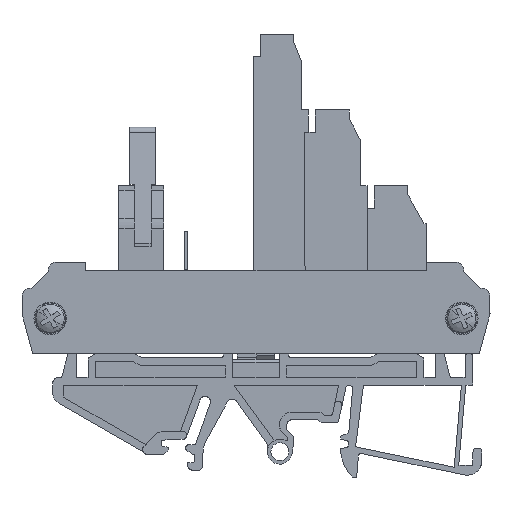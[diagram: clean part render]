
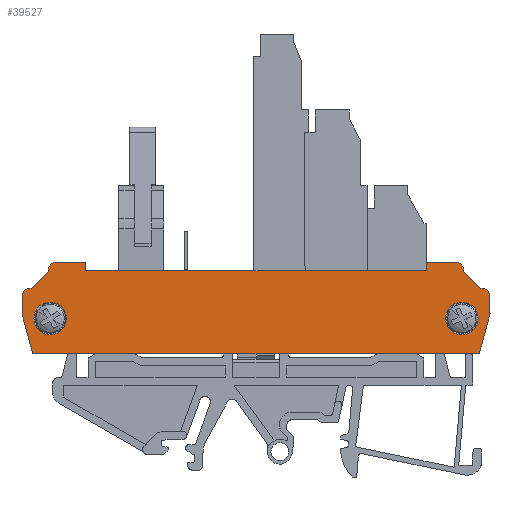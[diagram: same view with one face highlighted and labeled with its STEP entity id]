
A CAD part, left-side view. The second image highlights one B-rep face of the part: STEP entity #39527.
In plain terms, the highlighted planar face has unit normal (-1, 0, 0).
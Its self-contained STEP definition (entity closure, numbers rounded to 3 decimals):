
#12049=AXIS2_PLACEMENT_3D('Circle Axis2P3D',#12047,#12048,$) ;
#12081=AXIS2_PLACEMENT_3D('Circle Axis2P3D',#12079,#12080,$) ;
#13770=AXIS2_PLACEMENT_3D('Circle Axis2P3D',#13768,#13769,$) ;
#13811=AXIS2_PLACEMENT_3D('Circle Axis2P3D',#13809,#13810,$) ;
#21689=AXIS2_PLACEMENT_3D('Circle Axis2P3D',#21687,#21688,$) ;
#21719=AXIS2_PLACEMENT_3D('Circle Axis2P3D',#21717,#21718,$) ;
#21753=AXIS2_PLACEMENT_3D('Circle Axis2P3D',#21751,#21752,$) ;
#21783=AXIS2_PLACEMENT_3D('Circle Axis2P3D',#21781,#21782,$) ;
#39456=AXIS2_PLACEMENT_3D('Plane Axis2P3D',#39453,#39454,#39455) ;
#12044=CARTESIAN_POINT('Vertex',(0.,6.37,39.852)) ;
#12047=CARTESIAN_POINT('Axis2P3D Location',(0.,6.37,38.352)) ;
#12051=CARTESIAN_POINT('Vertex',(0.,4.87,38.352)) ;
#12076=CARTESIAN_POINT('Vertex',(0.,1.723,34.975)) ;
#12079=CARTESIAN_POINT('Axis2P3D Location',(0.,1.5,33.492)) ;
#12083=CARTESIAN_POINT('Vertex',(0.,0.,33.492)) ;
#13765=CARTESIAN_POINT('Vertex',(0.,81.53,38.352)) ;
#13768=CARTESIAN_POINT('Axis2P3D Location',(0.,80.03,38.352)) ;
#13772=CARTESIAN_POINT('Vertex',(0.,80.03,39.852)) ;
#13806=CARTESIAN_POINT('Vertex',(0.,86.4,33.492)) ;
#13809=CARTESIAN_POINT('Axis2P3D Location',(0.,84.9,33.492)) ;
#13813=CARTESIAN_POINT('Vertex',(0.,84.677,34.975)) ;
#21684=CARTESIAN_POINT('Vertex',(0.,8.2,29.452)) ;
#21687=CARTESIAN_POINT('Axis2P3D Location',(0.,5.2,29.452)) ;
#21691=CARTESIAN_POINT('Vertex',(0.,2.2,29.452)) ;
#21717=CARTESIAN_POINT('Axis2P3D Location',(0.,5.2,29.452)) ;
#21748=CARTESIAN_POINT('Vertex',(0.,84.2,29.452)) ;
#21751=CARTESIAN_POINT('Axis2P3D Location',(0.,81.2,29.452)) ;
#21755=CARTESIAN_POINT('Vertex',(0.,78.2,29.452)) ;
#21781=CARTESIAN_POINT('Axis2P3D Location',(0.,81.2,29.452)) ;
#38122=CARTESIAN_POINT('Vertex',(0.,81.53,38.122)) ;
#38130=CARTESIAN_POINT('Line Origine',(0.,83.103,36.549)) ;
#38159=CARTESIAN_POINT('Vertex',(0.,86.4,30.284)) ;
#38162=CARTESIAN_POINT('Line Origine',(0.,86.4,31.888)) ;
#38191=CARTESIAN_POINT('Vertex',(0.,84.435,22.952)) ;
#38194=CARTESIAN_POINT('Line Origine',(0.,85.418,26.618)) ;
#38338=CARTESIAN_POINT('Line Origine',(0.,81.53,38.237)) ;
#38383=CARTESIAN_POINT('Vertex',(0.,11.8,38.252)) ;
#38388=CARTESIAN_POINT('Line Origine',(0.,11.8,39.052)) ;
#38392=CARTESIAN_POINT('Vertex',(0.,11.8,39.852)) ;
#38424=CARTESIAN_POINT('Vertex',(0.,74.6,38.252)) ;
#38429=CARTESIAN_POINT('Line Origine',(0.,43.2,38.252)) ;
#38456=CARTESIAN_POINT('Vertex',(0.,74.6,39.852)) ;
#38461=CARTESIAN_POINT('Line Origine',(0.,74.6,39.052)) ;
#39453=CARTESIAN_POINT('Axis2P3D Location',(0.,1.5,33.492)) ;
#39458=CARTESIAN_POINT('Line Origine',(0.,3.297,36.549)) ;
#39462=CARTESIAN_POINT('Vertex',(0.,4.87,38.122)) ;
#39465=CARTESIAN_POINT('Line Origine',(0.,4.87,38.237)) ;
#39470=CARTESIAN_POINT('Line Origine',(0.,9.085,39.852)) ;
#39475=CARTESIAN_POINT('Line Origine',(0.,77.315,39.852)) ;
#39480=CARTESIAN_POINT('Line Origine',(0.,43.2,22.952)) ;
#39484=CARTESIAN_POINT('Vertex',(0.,1.965,22.952)) ;
#39487=CARTESIAN_POINT('Line Origine',(0.,0.982,26.618)) ;
#39491=CARTESIAN_POINT('Vertex',(0.,0.,30.284)) ;
#39494=CARTESIAN_POINT('Line Origine',(0.,0.,31.888)) ;
#12048=DIRECTION('Axis2P3D Direction',(1.,0.,0.)) ;
#12080=DIRECTION('Axis2P3D Direction',(1.,0.,0.)) ;
#13769=DIRECTION('Axis2P3D Direction',(1.,0.,0.)) ;
#13810=DIRECTION('Axis2P3D Direction',(1.,0.,0.)) ;
#21688=DIRECTION('Axis2P3D Direction',(-1.,0.,0.)) ;
#21718=DIRECTION('Axis2P3D Direction',(-1.,0.,0.)) ;
#21752=DIRECTION('Axis2P3D Direction',(-1.,0.,0.)) ;
#21782=DIRECTION('Axis2P3D Direction',(-1.,0.,0.)) ;
#38131=DIRECTION('Vector Direction',(0.,-0.707,0.707)) ;
#38163=DIRECTION('Vector Direction',(0.,0.,1.)) ;
#38195=DIRECTION('Vector Direction',(0.,0.259,0.966)) ;
#38339=DIRECTION('Vector Direction',(0.,0.,-1.)) ;
#38389=DIRECTION('Vector Direction',(0.,0.,1.)) ;
#38430=DIRECTION('Vector Direction',(0.,-1.,0.)) ;
#38462=DIRECTION('Vector Direction',(0.,0.,-1.)) ;
#39454=DIRECTION('Axis2P3D Direction',(1.,0.,0.)) ;
#39455=DIRECTION('Axis2P3D XDirection',(0.,1.,0.)) ;
#39459=DIRECTION('Vector Direction',(0.,-0.707,-0.707)) ;
#39466=DIRECTION('Vector Direction',(0.,0.,1.)) ;
#39471=DIRECTION('Vector Direction',(0.,-1.,0.)) ;
#39476=DIRECTION('Vector Direction',(0.,-1.,0.)) ;
#39481=DIRECTION('Vector Direction',(0.,1.,0.)) ;
#39488=DIRECTION('Vector Direction',(0.,0.259,-0.966)) ;
#39495=DIRECTION('Vector Direction',(0.,0.,-1.)) ;
#38132=VECTOR('Line Direction',#38131,1.) ;
#38164=VECTOR('Line Direction',#38163,1.) ;
#38196=VECTOR('Line Direction',#38195,1.) ;
#38340=VECTOR('Line Direction',#38339,1.) ;
#38390=VECTOR('Line Direction',#38389,1.) ;
#38431=VECTOR('Line Direction',#38430,1.) ;
#38463=VECTOR('Line Direction',#38462,1.) ;
#39460=VECTOR('Line Direction',#39459,1.) ;
#39467=VECTOR('Line Direction',#39466,1.) ;
#39472=VECTOR('Line Direction',#39471,1.) ;
#39477=VECTOR('Line Direction',#39476,1.) ;
#39482=VECTOR('Line Direction',#39481,1.) ;
#39489=VECTOR('Line Direction',#39488,1.) ;
#39496=VECTOR('Line Direction',#39495,1.) ;
#39500=ORIENTED_EDGE('',*,*,#39464,.F.) ;
#39501=ORIENTED_EDGE('',*,*,#39469,.T.) ;
#39502=ORIENTED_EDGE('',*,*,#12053,.F.) ;
#39503=ORIENTED_EDGE('',*,*,#39474,.F.) ;
#39504=ORIENTED_EDGE('',*,*,#38394,.F.) ;
#39505=ORIENTED_EDGE('',*,*,#38433,.F.) ;
#39506=ORIENTED_EDGE('',*,*,#38465,.F.) ;
#39507=ORIENTED_EDGE('',*,*,#39479,.F.) ;
#39508=ORIENTED_EDGE('',*,*,#13774,.F.) ;
#39509=ORIENTED_EDGE('',*,*,#38342,.T.) ;
#39510=ORIENTED_EDGE('',*,*,#38134,.F.) ;
#39511=ORIENTED_EDGE('',*,*,#13815,.F.) ;
#39512=ORIENTED_EDGE('',*,*,#38166,.F.) ;
#39513=ORIENTED_EDGE('',*,*,#38198,.F.) ;
#39514=ORIENTED_EDGE('',*,*,#39486,.F.) ;
#39515=ORIENTED_EDGE('',*,*,#39493,.F.) ;
#39516=ORIENTED_EDGE('',*,*,#39498,.F.) ;
#39517=ORIENTED_EDGE('',*,*,#12085,.F.) ;
#39520=ORIENTED_EDGE('',*,*,#21721,.F.) ;
#39521=ORIENTED_EDGE('',*,*,#21693,.F.) ;
#39524=ORIENTED_EDGE('',*,*,#21785,.F.) ;
#39525=ORIENTED_EDGE('',*,*,#21757,.F.) ;
#39522=FACE_BOUND('',#39519,.T.) ;
#39526=FACE_BOUND('',#39523,.T.) ;
#39527=ADVANCED_FACE('NONE',(#39518,#39522,#39526),#39457,.F.) ;
#12050=CIRCLE('generated circle',#12049,1.5) ;
#12082=CIRCLE('generated circle',#12081,1.5) ;
#13771=CIRCLE('generated circle',#13770,1.5) ;
#13812=CIRCLE('generated circle',#13811,1.5) ;
#21690=CIRCLE('generated circle',#21689,3.) ;
#21720=CIRCLE('generated circle',#21719,3.) ;
#21754=CIRCLE('generated circle',#21753,3.) ;
#21784=CIRCLE('generated circle',#21783,3.) ;
#12053=EDGE_CURVE('',#12045,#12052,#12050,.T.) ;
#12085=EDGE_CURVE('',#12077,#12084,#12082,.T.) ;
#13774=EDGE_CURVE('',#13766,#13773,#13771,.T.) ;
#13815=EDGE_CURVE('',#13807,#13814,#13812,.T.) ;
#21693=EDGE_CURVE('',#21685,#21692,#21690,.T.) ;
#21721=EDGE_CURVE('',#21692,#21685,#21720,.T.) ;
#21757=EDGE_CURVE('',#21749,#21756,#21754,.T.) ;
#21785=EDGE_CURVE('',#21756,#21749,#21784,.T.) ;
#38134=EDGE_CURVE('',#13814,#38123,#38133,.T.) ;
#38166=EDGE_CURVE('',#38160,#13807,#38165,.T.) ;
#38198=EDGE_CURVE('',#38192,#38160,#38197,.T.) ;
#38342=EDGE_CURVE('',#13766,#38123,#38341,.T.) ;
#38394=EDGE_CURVE('',#38384,#38393,#38391,.T.) ;
#38433=EDGE_CURVE('',#38425,#38384,#38432,.T.) ;
#38465=EDGE_CURVE('',#38457,#38425,#38464,.T.) ;
#39464=EDGE_CURVE('',#39463,#12077,#39461,.T.) ;
#39469=EDGE_CURVE('',#39463,#12052,#39468,.T.) ;
#39474=EDGE_CURVE('',#38393,#12045,#39473,.T.) ;
#39479=EDGE_CURVE('',#13773,#38457,#39478,.T.) ;
#39486=EDGE_CURVE('',#39485,#38192,#39483,.T.) ;
#39493=EDGE_CURVE('',#39492,#39485,#39490,.T.) ;
#39498=EDGE_CURVE('',#12084,#39492,#39497,.T.) ;
#39499=EDGE_LOOP('',(#39500,#39501,#39502,#39503,#39504,#39505,#39506,#39507,#39508,#39509,#39510,#39511,#39512,#39513,#39514,#39515,#39516,#39517)) ;
#39519=EDGE_LOOP('',(#39520,#39521)) ;
#39523=EDGE_LOOP('',(#39524,#39525)) ;
#39518=FACE_OUTER_BOUND('',#39499,.T.) ;
#38133=LINE('Line',#38130,#38132) ;
#38165=LINE('Line',#38162,#38164) ;
#38197=LINE('Line',#38194,#38196) ;
#38341=LINE('Line',#38338,#38340) ;
#38391=LINE('Line',#38388,#38390) ;
#38432=LINE('Line',#38429,#38431) ;
#38464=LINE('Line',#38461,#38463) ;
#39461=LINE('Line',#39458,#39460) ;
#39468=LINE('Line',#39465,#39467) ;
#39473=LINE('Line',#39470,#39472) ;
#39478=LINE('Line',#39475,#39477) ;
#39483=LINE('Line',#39480,#39482) ;
#39490=LINE('Line',#39487,#39489) ;
#39497=LINE('Line',#39494,#39496) ;
#39457=PLANE('',#39456) ;
#12045=VERTEX_POINT('',#12044) ;
#12052=VERTEX_POINT('',#12051) ;
#12077=VERTEX_POINT('',#12076) ;
#12084=VERTEX_POINT('',#12083) ;
#13766=VERTEX_POINT('',#13765) ;
#13773=VERTEX_POINT('',#13772) ;
#13807=VERTEX_POINT('',#13806) ;
#13814=VERTEX_POINT('',#13813) ;
#21685=VERTEX_POINT('',#21684) ;
#21692=VERTEX_POINT('',#21691) ;
#21749=VERTEX_POINT('',#21748) ;
#21756=VERTEX_POINT('',#21755) ;
#38123=VERTEX_POINT('',#38122) ;
#38160=VERTEX_POINT('',#38159) ;
#38192=VERTEX_POINT('',#38191) ;
#38384=VERTEX_POINT('',#38383) ;
#38393=VERTEX_POINT('',#38392) ;
#38425=VERTEX_POINT('',#38424) ;
#38457=VERTEX_POINT('',#38456) ;
#39463=VERTEX_POINT('',#39462) ;
#39485=VERTEX_POINT('',#39484) ;
#39492=VERTEX_POINT('',#39491) ;
